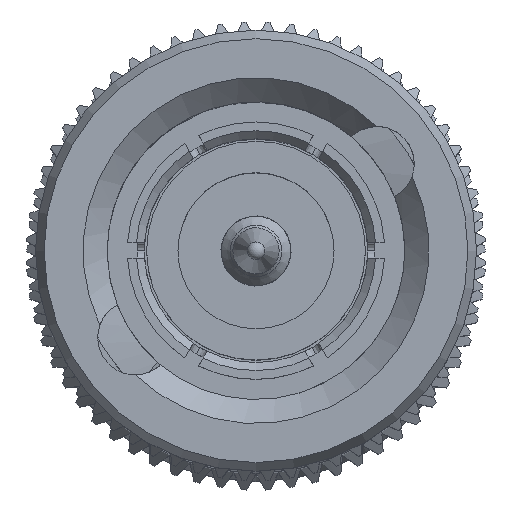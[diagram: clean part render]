
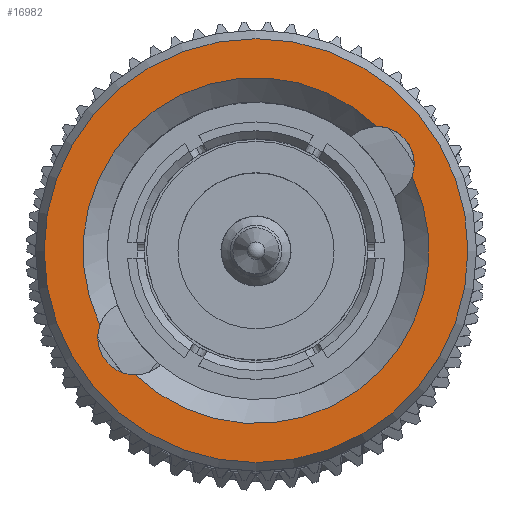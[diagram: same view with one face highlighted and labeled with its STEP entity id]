
A CAD part, top view. The second image highlights one B-rep face of the part: STEP entity #16982.
In plain terms, the highlighted face is planar.
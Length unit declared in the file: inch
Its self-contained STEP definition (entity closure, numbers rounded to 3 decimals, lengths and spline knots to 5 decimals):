
#23 = AXIS2_PLACEMENT_3D ( 'NONE', #17868, #20227, #27767 ) ;
#489 = EDGE_LOOP ( 'NONE', ( #11352 ) ) ;
#592 = DIRECTION ( 'NONE',  ( 1., 0., 0. ) ) ;
#896 = PLANE ( 'NONE',  #9072 ) ;
#2693 = CARTESIAN_POINT ( 'NONE',  ( 0.33873, 0.14961, -0.15433 ) ) ;
#3024 = CIRCLE ( 'NONE', #23, 0.04645 ) ;
#4268 = DIRECTION ( 'NONE',  ( 1., 0., 0. ) ) ;
#4466 = CARTESIAN_POINT ( 'NONE',  ( 0.33873, 0., 0. ) ) ;
#4855 = DIRECTION ( 'NONE',  ( 0., 0., 1. ) ) ;
#5841 = CARTESIAN_POINT ( 'NONE',  ( 0.33873, -0.19403, 0.09247 ) ) ;
#6552 = AXIS2_PLACEMENT_3D ( 'NONE', #4466, #23485, #18784 ) ;
#6599 = CARTESIAN_POINT ( 'NONE',  ( 0.33873, -0.14961, 0.15433 ) ) ;
#8120 = DIRECTION ( 'NONE',  ( 0., 0., -1. ) ) ;
#9064 = AXIS2_PLACEMENT_3D ( 'NONE', #9191, #26472, #28824 ) ;
#9072 = AXIS2_PLACEMENT_3D ( 'NONE', #26975, #592, #8120 ) ;
#9191 = CARTESIAN_POINT ( 'NONE',  ( 0.33873, 0., 0. ) ) ;
#9332 = ORIENTED_EDGE ( 'NONE', *, *, #12967, .T. ) ;
#9473 = VERTEX_POINT ( 'NONE', #23749 ) ;
#10090 = CIRCLE ( 'NONE', #9064, 0.21494 ) ;
#10338 = DIRECTION ( 'NONE',  ( 0., 0., -1. ) ) ;
#11352 = ORIENTED_EDGE ( 'NONE', *, *, #30465, .T. ) ;
#12250 = CARTESIAN_POINT ( 'NONE',  ( 0.33873, 0., 0.26339 ) ) ;
#12254 = CIRCLE ( 'NONE', #18787, 0.21494 ) ;
#12288 = VERTEX_POINT ( 'NONE', #6599 ) ;
#12967 = EDGE_CURVE ( 'NONE', #21867, #9473, #3024, .T. ) ;
#15024 = FACE_BOUND ( 'NONE', #26379, .T. ) ;
#16772 = AXIS2_PLACEMENT_3D ( 'NONE', #21826, #4268, #4855 ) ;
#16982 = ADVANCED_FACE ( 'NONE', ( #15024, #17084 ), #896, .F. ) ;
#17084 = FACE_OUTER_BOUND ( 'NONE', #489, .T. ) ;
#17868 = CARTESIAN_POINT ( 'NONE',  ( 0.33873, 0.15021, -0.10789 ) ) ;
#18784 = DIRECTION ( 'NONE',  ( 0., 0., 1. ) ) ;
#18787 = AXIS2_PLACEMENT_3D ( 'NONE', #27609, #29501, #10338 ) ;
#19914 = EDGE_CURVE ( 'NONE', #25573, #21867, #12254, .T. ) ;
#20227 = DIRECTION ( 'NONE',  ( 1., 0., 0. ) ) ;
#20291 = CIRCLE ( 'NONE', #16772, 0.04645 ) ;
#20331 = EDGE_CURVE ( 'NONE', #12288, #25573, #20291, .T. ) ;
#20509 = ORIENTED_EDGE ( 'NONE', *, *, #20331, .T. ) ;
#21826 = CARTESIAN_POINT ( 'NONE',  ( 0.33873, -0.15021, 0.10789 ) ) ;
#21867 = VERTEX_POINT ( 'NONE', #2693 ) ;
#23485 = DIRECTION ( 'NONE',  ( -1., 0., 0. ) ) ;
#23749 = CARTESIAN_POINT ( 'NONE',  ( 0.33873, 0.19403, -0.09247 ) ) ;
#23881 = VERTEX_POINT ( 'NONE', #12250 ) ;
#24603 = ORIENTED_EDGE ( 'NONE', *, *, #30441, .T. ) ;
#25573 = VERTEX_POINT ( 'NONE', #5841 ) ;
#26379 = EDGE_LOOP ( 'NONE', ( #24603, #20509, #28826, #9332 ) ) ;
#26472 = DIRECTION ( 'NONE',  ( 1., 0., 0. ) ) ;
#26975 = CARTESIAN_POINT ( 'NONE',  ( 0.33873, 0., -0.26339 ) ) ;
#27609 = CARTESIAN_POINT ( 'NONE',  ( 0.33873, 0., 0. ) ) ;
#27767 = DIRECTION ( 'NONE',  ( 0., 0., -1. ) ) ;
#28824 = DIRECTION ( 'NONE',  ( 0., 0., -1. ) ) ;
#28826 = ORIENTED_EDGE ( 'NONE', *, *, #19914, .T. ) ;
#29501 = DIRECTION ( 'NONE',  ( 1., 0., 0. ) ) ;
#29648 = CIRCLE ( 'NONE', #6552, 0.26339 ) ;
#30441 = EDGE_CURVE ( 'NONE', #9473, #12288, #10090, .T. ) ;
#30465 = EDGE_CURVE ( 'NONE', #23881, #23881, #29648, .T. ) ;
